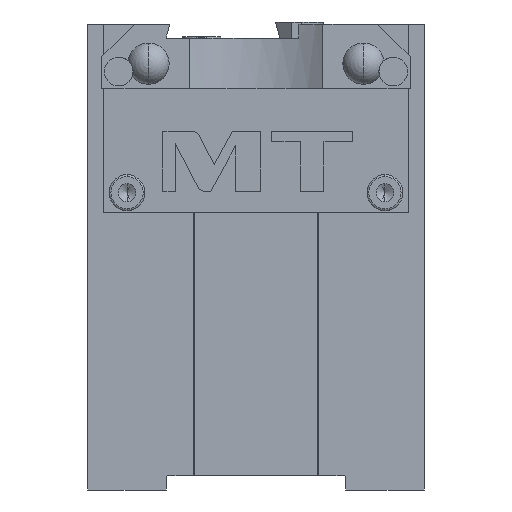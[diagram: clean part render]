
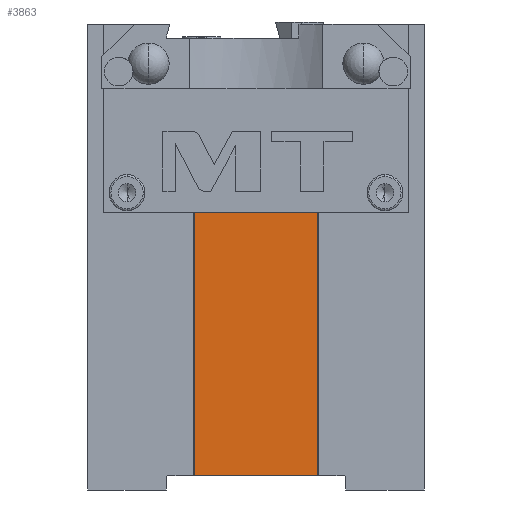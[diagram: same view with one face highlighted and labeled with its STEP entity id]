
A CAD part, left-side view. The second image highlights one B-rep face of the part: STEP entity #3863.
In plain terms, the highlighted planar face has unit normal (-1, 0, 0).
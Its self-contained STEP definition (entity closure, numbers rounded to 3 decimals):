
#793=DIRECTION('',(0.,-1.,0.));
#794=VECTOR('',#793,34.4);
#795=CARTESIAN_POINT('',(-14.9,17.2,-61.));
#796=LINE('',#795,#794);
#797=DIRECTION('',(0.,0.,-1.));
#798=VECTOR('',#797,122.);
#799=CARTESIAN_POINT('',(-14.9,17.2,61.));
#800=LINE('',#799,#798);
#801=DIRECTION('',(0.,-1.,0.));
#802=VECTOR('',#801,34.4);
#803=CARTESIAN_POINT('',(-14.9,17.2,61.));
#804=LINE('',#803,#802);
#805=DIRECTION('',(0.,0.,-1.));
#806=VECTOR('',#805,122.);
#807=CARTESIAN_POINT('',(-14.9,-17.2,61.));
#808=LINE('',#807,#806);
#2289=CARTESIAN_POINT('',(-14.9,17.2,-61.));
#2290=CARTESIAN_POINT('',(-14.9,-17.2,-61.));
#2291=VERTEX_POINT('',#2289);
#2292=VERTEX_POINT('',#2290);
#2293=CARTESIAN_POINT('',(-14.9,17.2,61.));
#2294=CARTESIAN_POINT('',(-14.9,-17.2,61.));
#2295=VERTEX_POINT('',#2293);
#2296=VERTEX_POINT('',#2294);
#3852=CARTESIAN_POINT('',(-14.9,0.,-36.));
#3853=DIRECTION('',(-1.,0.,0.));
#3854=DIRECTION('',(0.,0.,-1.));
#3855=AXIS2_PLACEMENT_3D('',#3852,#3853,#3854);
#3856=PLANE('',#3855);
#3857=ORIENTED_EDGE('',*,*,#3747,.F.);
#3858=ORIENTED_EDGE('',*,*,#3831,.F.);
#3859=ORIENTED_EDGE('',*,*,#3022,.T.);
#3860=ORIENTED_EDGE('',*,*,#3657,.T.);
#3861=EDGE_LOOP('',(#3857,#3858,#3859,#3860));
#3862=FACE_OUTER_BOUND('',#3861,.F.);
#3863=ADVANCED_FACE('',(#3862),#3856,.T.);
#3022=EDGE_CURVE('',#2295,#2296,#804,.T.);
#3657=EDGE_CURVE('',#2296,#2292,#808,.T.);
#3747=EDGE_CURVE('',#2291,#2292,#796,.T.);
#3831=EDGE_CURVE('',#2295,#2291,#800,.T.);
